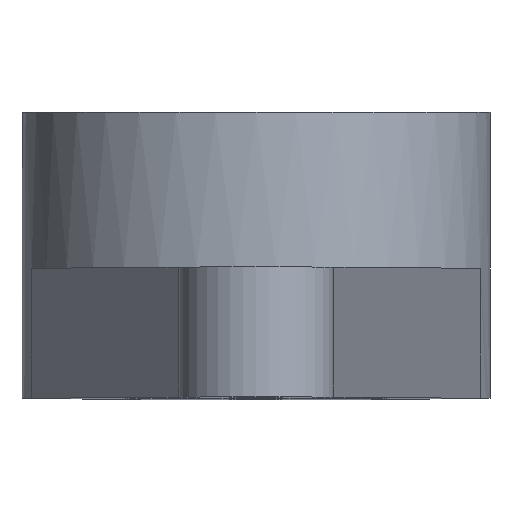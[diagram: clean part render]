
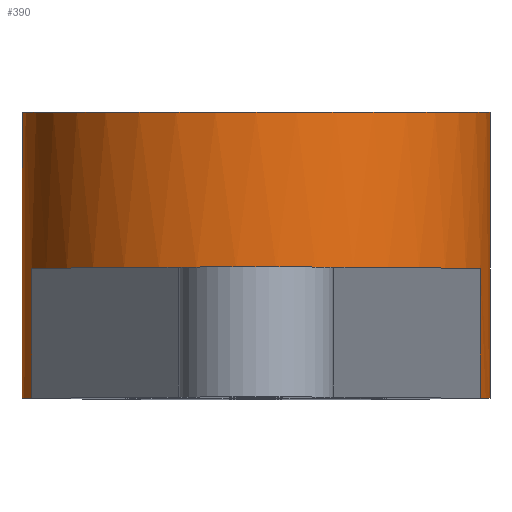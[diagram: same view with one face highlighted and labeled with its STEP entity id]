
A CAD part, top view. The second image highlights one B-rep face of the part: STEP entity #390.
In plain terms, the highlighted cylindrical face has radius 4.5 mm (diameter 9 mm), a full revolution.
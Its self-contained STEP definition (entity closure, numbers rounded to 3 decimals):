
#42=FACE_OUTER_BOUND('',#62,.T.);
#62=EDGE_LOOP('',(#273,#274,#275,#276,#277,#278,#279,#280,#281,#282,#283,
#284));
#100=LINE('',#612,#126);
#101=LINE('',#616,#127);
#102=LINE('',#620,#128);
#103=LINE('',#624,#129);
#104=LINE('',#628,#130);
#126=VECTOR('',#490,4.5);
#127=VECTOR('',#493,10.);
#128=VECTOR('',#496,10.);
#129=VECTOR('',#499,10.);
#130=VECTOR('',#502,10.);
#153=CIRCLE('',#433,4.5);
#154=CIRCLE('',#434,4.5);
#155=CIRCLE('',#435,4.5);
#156=CIRCLE('',#436,4.5);
#157=CIRCLE('',#437,4.5);
#158=CIRCLE('',#438,4.5);
#181=VERTEX_POINT('',#609);
#182=VERTEX_POINT('',#611);
#183=VERTEX_POINT('',#613);
#184=VERTEX_POINT('',#615);
#185=VERTEX_POINT('',#617);
#186=VERTEX_POINT('',#619);
#187=VERTEX_POINT('',#621);
#188=VERTEX_POINT('',#623);
#189=VERTEX_POINT('',#625);
#190=VERTEX_POINT('',#627);
#218=EDGE_CURVE('',#181,#181,#153,.T.);
#219=EDGE_CURVE('',#181,#182,#100,.T.);
#220=EDGE_CURVE('',#182,#183,#154,.T.);
#221=EDGE_CURVE('',#183,#184,#101,.T.);
#222=EDGE_CURVE('',#185,#184,#155,.T.);
#223=EDGE_CURVE('',#186,#185,#102,.T.);
#224=EDGE_CURVE('',#186,#187,#156,.T.);
#225=EDGE_CURVE('',#187,#188,#103,.T.);
#226=EDGE_CURVE('',#189,#188,#157,.T.);
#227=EDGE_CURVE('',#190,#189,#104,.T.);
#228=EDGE_CURVE('',#190,#182,#158,.T.);
#273=ORIENTED_EDGE('',*,*,#218,.F.);
#274=ORIENTED_EDGE('',*,*,#219,.T.);
#275=ORIENTED_EDGE('',*,*,#220,.T.);
#276=ORIENTED_EDGE('',*,*,#221,.T.);
#277=ORIENTED_EDGE('',*,*,#222,.F.);
#278=ORIENTED_EDGE('',*,*,#223,.F.);
#279=ORIENTED_EDGE('',*,*,#224,.T.);
#280=ORIENTED_EDGE('',*,*,#225,.T.);
#281=ORIENTED_EDGE('',*,*,#226,.F.);
#282=ORIENTED_EDGE('',*,*,#227,.F.);
#283=ORIENTED_EDGE('',*,*,#228,.T.);
#284=ORIENTED_EDGE('',*,*,#219,.F.);
#378=CYLINDRICAL_SURFACE('',#432,4.5);
#390=ADVANCED_FACE('',(#42),#378,.T.);
#432=AXIS2_PLACEMENT_3D('',#608,#486,#487);
#433=AXIS2_PLACEMENT_3D('',#610,#488,#489);
#434=AXIS2_PLACEMENT_3D('',#614,#491,#492);
#435=AXIS2_PLACEMENT_3D('',#618,#494,#495);
#436=AXIS2_PLACEMENT_3D('',#622,#497,#498);
#437=AXIS2_PLACEMENT_3D('',#626,#500,#501);
#438=AXIS2_PLACEMENT_3D('',#629,#503,#504);
#486=DIRECTION('center_axis',(0.,1.,0.));
#487=DIRECTION('ref_axis',(-1.,0.,0.));
#488=DIRECTION('center_axis',(0.,1.,0.));
#489=DIRECTION('ref_axis',(-1.,0.,0.));
#490=DIRECTION('',(0.,-1.,0.));
#491=DIRECTION('center_axis',(0.,1.,0.));
#492=DIRECTION('ref_axis',(-1.,0.,0.));
#493=DIRECTION('',(0.,1.,0.));
#494=DIRECTION('center_axis',(0.,-1.,0.));
#495=DIRECTION('ref_axis',(1.,0.,0.));
#496=DIRECTION('',(0.,1.,0.));
#497=DIRECTION('center_axis',(0.,1.,0.));
#498=DIRECTION('ref_axis',(-1.,0.,0.));
#499=DIRECTION('',(0.,1.,0.));
#500=DIRECTION('center_axis',(0.,-1.,0.));
#501=DIRECTION('ref_axis',(1.,0.,0.));
#502=DIRECTION('',(0.,1.,0.));
#503=DIRECTION('center_axis',(0.,1.,0.));
#504=DIRECTION('ref_axis',(-1.,0.,0.));
#608=CARTESIAN_POINT('Origin',(0.,0.,0.));
#609=CARTESIAN_POINT('',(4.5,5.5,0.));
#610=CARTESIAN_POINT('Origin',(0.,5.5,0.));
#611=CARTESIAN_POINT('',(4.5,0.,0.));
#612=CARTESIAN_POINT('',(4.5,0.,0.));
#613=CARTESIAN_POINT('',(4.315,0.,-1.277));
#614=CARTESIAN_POINT('Origin',(0.,0.,0.));
#615=CARTESIAN_POINT('',(4.315,2.5,-1.277));
#616=CARTESIAN_POINT('',(4.315,0.,-1.277));
#617=CARTESIAN_POINT('',(-4.315,2.5,-1.277));
#618=CARTESIAN_POINT('Origin',(0.,2.5,0.));
#619=CARTESIAN_POINT('',(-4.315,0.,-1.277));
#620=CARTESIAN_POINT('',(-4.315,0.,-1.277));
#621=CARTESIAN_POINT('',(-4.315,0.,1.277));
#622=CARTESIAN_POINT('Origin',(0.,0.,0.));
#623=CARTESIAN_POINT('',(-4.315,2.5,1.277));
#624=CARTESIAN_POINT('',(-4.315,0.,1.277));
#625=CARTESIAN_POINT('',(4.315,2.5,1.277));
#626=CARTESIAN_POINT('Origin',(0.,2.5,0.));
#627=CARTESIAN_POINT('',(4.315,0.,1.277));
#628=CARTESIAN_POINT('',(4.315,0.,1.277));
#629=CARTESIAN_POINT('Origin',(0.,0.,0.));
